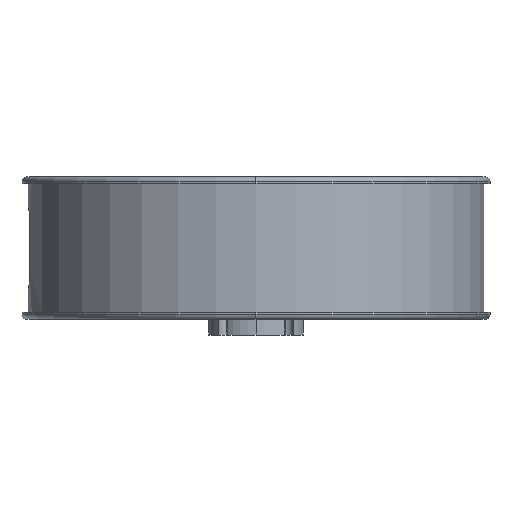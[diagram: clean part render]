
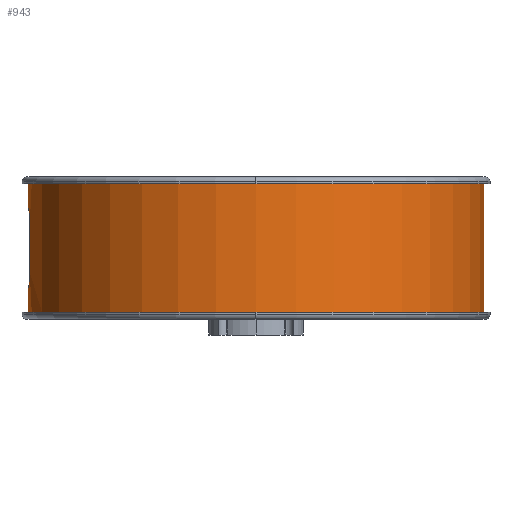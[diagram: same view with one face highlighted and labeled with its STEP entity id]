
A CAD part, left-side view. The second image highlights one B-rep face of the part: STEP entity #943.
In plain terms, the highlighted cylindrical face has radius 45.72 mm (diameter 91.44 mm), a partial arc.
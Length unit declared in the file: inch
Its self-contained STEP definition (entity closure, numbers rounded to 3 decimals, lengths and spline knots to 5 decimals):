
#15 = DIRECTION ( 'NONE',  ( 0., 1., 0. ) ) ;
#69 = VECTOR ( 'NONE', #2655, 39.37008 ) ;
#75 = CIRCLE ( 'NONE', #3660, 1.8 ) ;
#100 = B_SPLINE_CURVE_WITH_KNOTS ( 'NONE', 3,
 ( #2536, #3024, #4922, #2076, #5392, #2553, #5863, #3042, #200, #3518, #685, #4002, #1164, #4470, #1641, #4938 ),
 .UNSPECIFIED., .F., .F.,
 ( 4, 2, 2, 2, 2, 2, 2, 4 ),
 ( 0., 0.00062, 0.00124, 0.00186, 0.00248, 0.0031, 0.00372, 0.00497 ),
 .UNSPECIFIED. ) ;
#108 = EDGE_CURVE ( 'NONE', #859, #1166, #5594, .T. ) ;
#185 = CARTESIAN_POINT ( 'NONE',  ( 0., -1.8, 0.75 ) ) ;
#200 = CARTESIAN_POINT ( 'NONE',  ( -0.15756, 1.7931, 0.97171 ) ) ;
#238 = CARTESIAN_POINT ( 'NONE',  ( -0.1936, 1.78956, 0.45718 ) ) ;
#257 = CARTESIAN_POINT ( 'NONE',  ( -0.075, 1.79844, 0.3725 ) ) ;
#401 = ORIENTED_EDGE ( 'NONE', *, *, #4982, .T. ) ;
#496 = ORIENTED_EDGE ( 'NONE', *, *, #4441, .F. ) ;
#579 = CARTESIAN_POINT ( 'NONE',  ( -0.2, 1.78885, 0.8775 ) ) ;
#599 = AXIS2_PLACEMENT_3D ( 'NONE', #6021, #4019, #1180 ) ;
#684 = DIRECTION ( 'NONE',  ( 0., 0., -1. ) ) ;
#685 = CARTESIAN_POINT ( 'NONE',  ( -0.17426, 1.79155, 0.95391 ) ) ;
#702 = CARTESIAN_POINT ( 'NONE',  ( -0.2, 1.78885, 0.48924 ) ) ;
#719 = CARTESIAN_POINT ( 'NONE',  ( -0.18349, 1.79063, 0.43487 ) ) ;
#749 = CARTESIAN_POINT ( 'NONE',  ( 0., 1.8, 0.75 ) ) ;
#859 = VERTEX_POINT ( 'NONE', #889 ) ;
#889 = CARTESIAN_POINT ( 'NONE',  ( 0., 1.8, 1.0025 ) ) ;
#943 = ADVANCED_FACE ( 'NONE', ( #4891 ), #4737, .T. ) ;
#947 = ORIENTED_EDGE ( 'NONE', *, *, #108, .T. ) ;
#1164 = CARTESIAN_POINT ( 'NONE',  ( -0.1873, 1.79023, 0.933 ) ) ;
#1166 = VERTEX_POINT ( 'NONE', #4822 ) ;
#1180 = DIRECTION ( 'NONE',  ( 0., -1., 0. ) ) ;
#1204 = CARTESIAN_POINT ( 'NONE',  ( -0.16915, 1.79204, 0.41487 ) ) ;
#1256 = ORIENTED_EDGE ( 'NONE', *, *, #2189, .T. ) ;
#1317 = ORIENTED_EDGE ( 'NONE', *, *, #3934, .T. ) ;
#1606 = VERTEX_POINT ( 'NONE', #2377 ) ;
#1616 = AXIS2_PLACEMENT_3D ( 'NONE', #1851, #5160, #2317 ) ;
#1641 = CARTESIAN_POINT ( 'NONE',  ( -0.2, 1.78885, 0.89403 ) ) ;
#1671 = CARTESIAN_POINT ( 'NONE',  ( -0.15135, 1.79364, 0.39818 ) ) ;
#1676 = VERTEX_POINT ( 'NONE', #579 ) ;
#1726 = DIRECTION ( 'NONE',  ( 0., 0., -1. ) ) ;
#1728 = EDGE_CURVE ( 'NONE', #3164, #4434, #4802, .T. ) ;
#1851 = CARTESIAN_POINT ( 'NONE',  ( 0., 0., 0.3725 ) ) ;
#1897 = VERTEX_POINT ( 'NONE', #6085 ) ;
#2038 = VERTEX_POINT ( 'NONE', #2860 ) ;
#2075 = DIRECTION ( 'NONE',  ( 0., 0., -1. ) ) ;
#2076 = CARTESIAN_POINT ( 'NONE',  ( -0.10734, 1.79681, 0.99852 ) ) ;
#2130 = CARTESIAN_POINT ( 'NONE',  ( -0.13044, 1.79528, 0.38517 ) ) ;
#2166 = CARTESIAN_POINT ( 'NONE',  ( 0., 1.8, 0.75 ) ) ;
#2189 = EDGE_CURVE ( 'NONE', #1166, #1676, #100, .T. ) ;
#2317 = DIRECTION ( 'NONE',  ( 0., 1., 0. ) ) ;
#2377 = CARTESIAN_POINT ( 'NONE',  ( -0.2, 1.78885, 0.4975 ) ) ;
#2536 = CARTESIAN_POINT ( 'NONE',  ( -0.075, 1.79844, 1.0025 ) ) ;
#2553 = CARTESIAN_POINT ( 'NONE',  ( -0.13039, 1.79529, 0.98986 ) ) ;
#2569 = CARTESIAN_POINT ( 'NONE',  ( 0., -1.8, 1.19625 ) ) ;
#2618 = CARTESIAN_POINT ( 'NONE',  ( -0.10756, 1.7968, 0.37654 ) ) ;
#2655 = DIRECTION ( 'NONE',  ( 0., 0., -1. ) ) ;
#2736 = LINE ( 'NONE', #2166, #69 ) ;
#2860 = CARTESIAN_POINT ( 'NONE',  ( 0., -1.8, 0.17875 ) ) ;
#2874 = ORIENTED_EDGE ( 'NONE', *, *, #1728, .T. ) ;
#3024 = CARTESIAN_POINT ( 'NONE',  ( -0.08326, 1.79809, 1.0025 ) ) ;
#3042 = CARTESIAN_POINT ( 'NONE',  ( -0.15114, 1.79366, 0.97697 ) ) ;
#3077 = CARTESIAN_POINT ( 'NONE',  ( -0.19601, 1.7893, 0.46513 ) ) ;
#3093 = CARTESIAN_POINT ( 'NONE',  ( -0.08326, 1.79809, 0.3725 ) ) ;
#3164 = VERTEX_POINT ( 'NONE', #2569 ) ;
#3306 = CARTESIAN_POINT ( 'NONE',  ( -0.2, 1.78885, 0.75 ) ) ;
#3322 = EDGE_LOOP ( 'NONE', ( #496, #2874, #4049, #947, #1256, #5963, #3603, #1317, #401, #4456 ) ) ;
#3327 = VERTEX_POINT ( 'NONE', #4617 ) ;
#3517 = CARTESIAN_POINT ( 'NONE',  ( 0., 0., 0.17875 ) ) ;
#3518 = CARTESIAN_POINT ( 'NONE',  ( -0.16909, 1.79205, 0.9602 ) ) ;
#3554 = CARTESIAN_POINT ( 'NONE',  ( -0.18733, 1.79023, 0.44205 ) ) ;
#3568 = LINE ( 'NONE', #3306, #5923 ) ;
#3603 = ORIENTED_EDGE ( 'NONE', *, *, #5772, .T. ) ;
#3623 = CARTESIAN_POINT ( 'NONE',  ( 0., 1.8, 1.19625 ) ) ;
#3660 = AXIS2_PLACEMENT_3D ( 'NONE', #3517, #684, #4001 ) ;
#3713 = VECTOR ( 'NONE', #2075, 39.37008 ) ;
#3722 = CIRCLE ( 'NONE', #1616, 1.8 ) ;
#3788 = DIRECTION ( 'NONE',  ( 0., 0., -1. ) ) ;
#3934 = EDGE_CURVE ( 'NONE', #3327, #5905, #3722, .T. ) ;
#4001 = DIRECTION ( 'NONE',  ( 0., 1., 0. ) ) ;
#4002 = CARTESIAN_POINT ( 'NONE',  ( -0.18341, 1.79064, 0.94027 ) ) ;
#4004 = EDGE_CURVE ( 'NONE', #1676, #1606, #3568, .T. ) ;
#4014 = VECTOR ( 'NONE', #5952, 39.37008 ) ;
#4019 = DIRECTION ( 'NONE',  ( 0., 0., 1. ) ) ;
#4040 = CARTESIAN_POINT ( 'NONE',  ( -0.17442, 1.79154, 0.42129 ) ) ;
#4049 = ORIENTED_EDGE ( 'NONE', *, *, #4355, .T. ) ;
#4294 = CARTESIAN_POINT ( 'NONE',  ( 0., 0., 0.75 ) ) ;
#4355 = EDGE_CURVE ( 'NONE', #4434, #859, #5263, .T. ) ;
#4419 = B_SPLINE_CURVE_WITH_KNOTS ( 'NONE', 3,
 ( #4934, #702, #5895, #3077, #238, #3554, #719, #4040, #1204, #4501, #1671, #4978, #2130, #5443, #2618, #5919, #3093, #257 ),
 .UNSPECIFIED., .F., .F.,
 ( 4, 2, 2, 2, 2, 2, 2, 2, 4 ),
 ( 0., 0.00062, 0.00124, 0.00186, 0.00248, 0.0031, 0.00372, 0.00435, 0.00497 ),
 .UNSPECIFIED. ) ;
#4434 = VERTEX_POINT ( 'NONE', #3623 ) ;
#4441 = EDGE_CURVE ( 'NONE', #3164, #2038, #4964, .T. ) ;
#4456 = ORIENTED_EDGE ( 'NONE', *, *, #4469, .F. ) ;
#4469 = EDGE_CURVE ( 'NONE', #2038, #1897, #75, .T. ) ;
#4470 = CARTESIAN_POINT ( 'NONE',  ( -0.19667, 1.78923, 0.91045 ) ) ;
#4501 = CARTESIAN_POINT ( 'NONE',  ( -0.15763, 1.79309, 0.40335 ) ) ;
#4556 = CARTESIAN_POINT ( 'NONE',  ( 0., 0., 1.19625 ) ) ;
#4617 = CARTESIAN_POINT ( 'NONE',  ( -0.075, 1.79844, 0.3725 ) ) ;
#4737 = CYLINDRICAL_SURFACE ( 'NONE', #5186, 1.8 ) ;
#4758 = DIRECTION ( 'NONE',  ( 0., 0., -1. ) ) ;
#4802 = CIRCLE ( 'NONE', #5886, 1.8 ) ;
#4822 = CARTESIAN_POINT ( 'NONE',  ( -0.075, 1.79844, 1.0025 ) ) ;
#4891 = FACE_OUTER_BOUND ( 'NONE', #3322, .T. ) ;
#4922 = CARTESIAN_POINT ( 'NONE',  ( -0.09137, 1.7977, 1.00169 ) ) ;
#4934 = CARTESIAN_POINT ( 'NONE',  ( -0.2, 1.78885, 0.4975 ) ) ;
#4938 = CARTESIAN_POINT ( 'NONE',  ( -0.2, 1.78885, 0.8775 ) ) ;
#4964 = LINE ( 'NONE', #185, #3713 ) ;
#4978 = CARTESIAN_POINT ( 'NONE',  ( -0.1377, 1.79474, 0.38905 ) ) ;
#4982 = EDGE_CURVE ( 'NONE', #5905, #1897, #2736, .T. ) ;
#5030 = DIRECTION ( 'NONE',  ( 0., 1., 0. ) ) ;
#5160 = DIRECTION ( 'NONE',  ( 0., 0., -1. ) ) ;
#5186 = AXIS2_PLACEMENT_3D ( 'NONE', #4294, #4758, #15 ) ;
#5263 = LINE ( 'NONE', #749, #4014 ) ;
#5392 = CARTESIAN_POINT ( 'NONE',  ( -0.11527, 1.79632, 0.99612 ) ) ;
#5443 = CARTESIAN_POINT ( 'NONE',  ( -0.11542, 1.79631, 0.37894 ) ) ;
#5509 = CARTESIAN_POINT ( 'NONE',  ( 0., 1.8, 0.3725 ) ) ;
#5594 = CIRCLE ( 'NONE', #599, 1.8 ) ;
#5772 = EDGE_CURVE ( 'NONE', #1606, #3327, #4419, .T. ) ;
#5863 = CARTESIAN_POINT ( 'NONE',  ( -0.13756, 1.79475, 0.98602 ) ) ;
#5886 = AXIS2_PLACEMENT_3D ( 'NONE', #4556, #1726, #5030 ) ;
#5895 = CARTESIAN_POINT ( 'NONE',  ( -0.19919, 1.78895, 0.48111 ) ) ;
#5905 = VERTEX_POINT ( 'NONE', #5509 ) ;
#5919 = CARTESIAN_POINT ( 'NONE',  ( -0.09142, 1.7977, 0.37331 ) ) ;
#5923 = VECTOR ( 'NONE', #3788, 39.37008 ) ;
#5952 = DIRECTION ( 'NONE',  ( 0., 0., -1. ) ) ;
#5963 = ORIENTED_EDGE ( 'NONE', *, *, #4004, .T. ) ;
#6021 = CARTESIAN_POINT ( 'NONE',  ( 0., 0., 1.0025 ) ) ;
#6085 = CARTESIAN_POINT ( 'NONE',  ( 0., 1.8, 0.17875 ) ) ;
